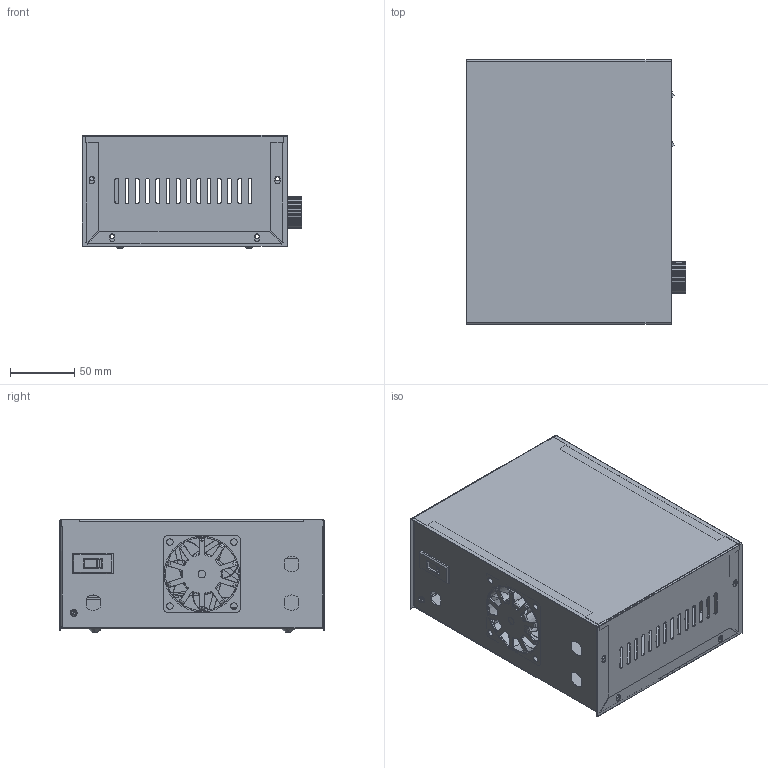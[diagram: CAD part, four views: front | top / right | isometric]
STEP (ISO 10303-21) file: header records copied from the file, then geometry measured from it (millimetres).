
FILE_DESCRIPTION (( 'STEP AP214' ), '1' );
FILE_NAME ('ZCD-1224-5A三维图-20505.STEP', '2025-05-07T03:30:08', ( '万丰电脑' ), ( '电话：0577-62733550' ), 'SwSTEP 2.0', 'SolidWorks 2020', '' );
FILE_SCHEMA (( 'AUTOMOTIVE_DESIGN' ));
Length unit declared in the file: millimetre
Products named in the file (10): 羲壽KAIGUAN; 硌尨腑3; 珆尨そ; ZCD-1224-5A三维图-20505; 諉華蹟隊LUODING; 忒雄SHOUDONG; 6025瑞儂fengji; ZCD裔赽; 覃誹蚾离TIAOJIE; ZCDｵﾗ
Assembly tree (12 placements, depth 2):
  ZCD-1224-5A三维图-20505
    ZCDｵﾗ
    ZCD裔赽
    覃誹蚾离TIAOJIE
    諉華蹟隊LUODING
    羲壽KAIGUAN  x2
    忒雄SHOUDONG
    珆尨そ
    硌尨腑3  x3
    6025瑞儂fengji
Bounding box: 171.5 x 206.5 x 88.5 mm (x, y, z)
Volume: 113165.9 mm3; surface area: 296452 mm2
Topology: 33 solids, 33 shells, 1327 faces, 3263 edges, 2120 vertices
Faces by surface type: cylinder 629, plane 560, cone 56, torus 50, bspline 26, sphere 6
Entity records: 48159 total; most frequent: CARTESIAN_POINT 8518, DIRECTION 6933, ORIENTED_EDGE 6398, EDGE_CURVE 3199, AXIS2_PLACEMENT_3D 2676, VERTEX_POINT 2080, EDGE_LOOP 1599, LINE 1581
